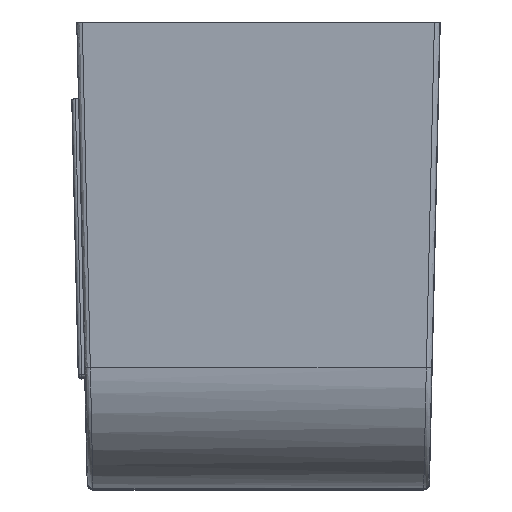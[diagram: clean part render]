
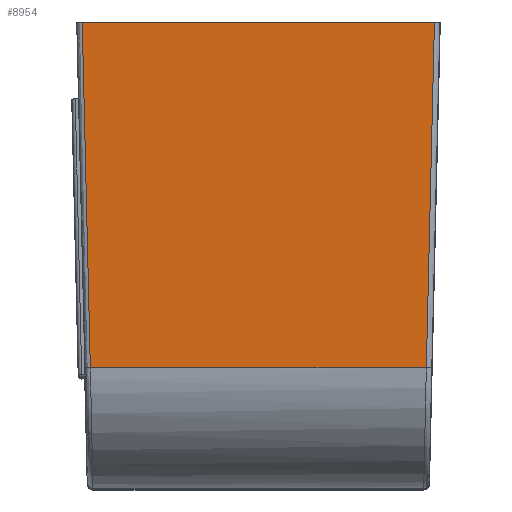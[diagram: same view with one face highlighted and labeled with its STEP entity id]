
A CAD part, top view. The second image highlights one B-rep face of the part: STEP entity #8954.
In plain terms, the highlighted free-form (B-spline) face has degree [1, 1] with [2, 2] control points.
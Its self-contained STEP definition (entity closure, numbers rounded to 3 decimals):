
#4275 = VERTEX_POINT('',#4276);
#4276 = CARTESIAN_POINT('',(66.343,22.923,
    -75.327));
#4284 = EDGE_CURVE('',#4275,#4285,#4287,.T.);
#4285 = VERTEX_POINT('',#4286);
#4286 = CARTESIAN_POINT('',(2.538,22.923,
    -75.327));
#4287 = B_SPLINE_CURVE_WITH_KNOTS('',1,(#4288,#4289),.UNSPECIFIED.,.F.,
  .F.,(2,2),(10.469,88.21),.PIECEWISE_BEZIER_KNOTS.);
#4288 = CARTESIAN_POINT('',(66.343,22.923,
    -75.327));
#4289 = CARTESIAN_POINT('',(2.538,22.923,
    -75.327));
#4498 = VERTEX_POINT('',#4499);
#4499 = CARTESIAN_POINT('',(67.879,88.598,
    -72.975));
#4507 = EDGE_CURVE('',#4498,#4275,#4508,.T.);
#4508 = B_SPLINE_CURVE_WITH_KNOTS('',1,(#4509,#4510),.UNSPECIFIED.,.F.,
  .F.,(2,2),(-41.068,39.025),.PIECEWISE_BEZIER_KNOTS.);
#4509 = CARTESIAN_POINT('',(67.879,88.598,
    -72.975));
#4510 = CARTESIAN_POINT('',(66.343,22.923,
    -75.327));
#8763 = VERTEX_POINT('',#8764);
#8764 = CARTESIAN_POINT('',(1.001,88.598,
    -72.975));
#8770 = EDGE_CURVE('',#8763,#4498,#8771,.T.);
#8771 = B_SPLINE_CURVE_WITH_KNOTS('',1,(#8772,#8773),.UNSPECIFIED.,.F.,
  .F.,(2,2),(-65.433,16.052),.PIECEWISE_BEZIER_KNOTS.);
#8772 = CARTESIAN_POINT('',(1.001,88.598,
    -72.975));
#8773 = CARTESIAN_POINT('',(67.879,88.598,
    -72.975));
#8943 = EDGE_CURVE('',#4285,#8763,#8944,.T.);
#8944 = B_SPLINE_CURVE_WITH_KNOTS('',1,(#8945,#8946),.UNSPECIFIED.,.F.,
  .F.,(2,2),(15.969,96.062),.PIECEWISE_BEZIER_KNOTS.);
#8945 = CARTESIAN_POINT('',(2.538,22.923,
    -75.327));
#8946 = CARTESIAN_POINT('',(1.001,88.598,
    -72.975));
#8954 = ADVANCED_FACE('',(#8955),#8961,.T.);
#8955 = FACE_BOUND('',#8956,.T.);
#8956 = EDGE_LOOP('',(#8957,#8958,#8959,#8960));
#8957 = ORIENTED_EDGE('',*,*,#8770,.F.);
#8958 = ORIENTED_EDGE('',*,*,#8943,.F.);
#8959 = ORIENTED_EDGE('',*,*,#4284,.F.);
#8960 = ORIENTED_EDGE('',*,*,#4507,.F.);
#8961 = B_SPLINE_SURFACE_WITH_KNOTS('',1,1,(
    (#8962,#8963)
    ,(#8964,#8965
    )),.UNSPECIFIED.,.F.,.F.,.F.,(2,2),(2,2),(0.,
    80.071),(8.597,90.082),
  .PIECEWISE_BEZIER_KNOTS.);
#8962 = CARTESIAN_POINT('',(67.879,22.923,
    -75.327));
#8963 = CARTESIAN_POINT('',(1.001,22.923,
    -75.327));
#8964 = CARTESIAN_POINT('',(67.879,88.598,
    -72.975));
#8965 = CARTESIAN_POINT('',(1.001,88.598,
    -72.975));
